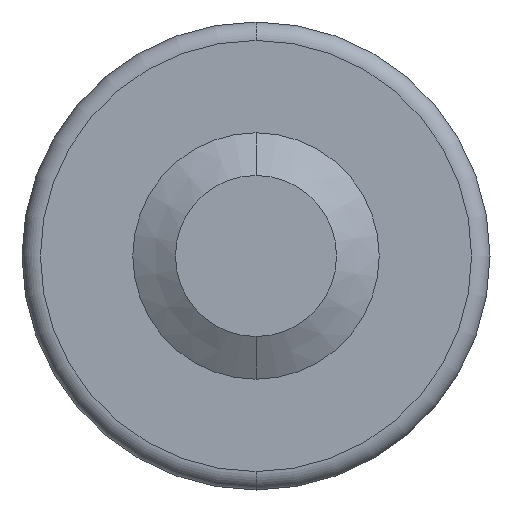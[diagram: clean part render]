
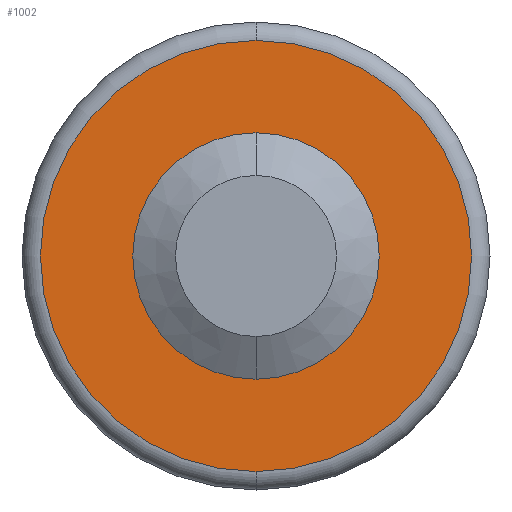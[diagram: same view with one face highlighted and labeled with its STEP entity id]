
A CAD part, front view. The second image highlights one B-rep face of the part: STEP entity #1002.
In plain terms, the highlighted planar face has unit normal (0, -1, 0).
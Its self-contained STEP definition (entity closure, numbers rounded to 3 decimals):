
#4 = VERTEX_POINT ( 'NONE', #34 ) ;
#8 = ORIENTED_EDGE ( 'NONE', *, *, #110, .F. ) ;
#34 = CARTESIAN_POINT ( 'NONE',  ( 0., 0., -1.75 ) ) ;
#110 = EDGE_CURVE ( 'NONE', #4, #1059, #343, .T. ) ;
#120 = EDGE_LOOP ( 'NONE', ( #641, #8 ) ) ;
#192 = DIRECTION ( 'NONE',  ( 0., 1., 0. ) ) ;
#234 = AXIS2_PLACEMENT_3D ( 'NONE', #1325, #1004, #318 ) ;
#276 = DIRECTION ( 'NONE',  ( 0., 1., 0. ) ) ;
#287 = CARTESIAN_POINT ( 'NONE',  ( 0., 0., -0.654 ) ) ;
#318 = DIRECTION ( 'NONE',  ( 0., 0., 1. ) ) ;
#330 = DIRECTION ( 'NONE',  ( 0., 1., 0. ) ) ;
#337 = FACE_OUTER_BOUND ( 'NONE', #120, .T. ) ;
#343 = CIRCLE ( 'NONE', #798, 1.75 ) ;
#381 = CARTESIAN_POINT ( 'NONE',  ( 0., 0., 1.75 ) ) ;
#386 = CARTESIAN_POINT ( 'NONE',  ( 0.654, 0., 0. ) ) ;
#402 = VERTEX_POINT ( 'NONE', #287 ) ;
#411 = CARTESIAN_POINT ( 'NONE',  ( 0., 0., 0. ) ) ;
#506 = DIRECTION ( 'NONE',  ( 0., 0., -1. ) ) ;
#519 = VERTEX_POINT ( 'NONE', #1447 ) ;
#531 = DIRECTION ( 'NONE',  ( 0., 0., 1. ) ) ;
#564 = CARTESIAN_POINT ( 'NONE',  ( 0., 0., 0. ) ) ;
#641 = ORIENTED_EDGE ( 'NONE', *, *, #799, .F. ) ;
#667 = CIRCLE ( 'NONE', #1518, 1.75 ) ;
#720 = AXIS2_PLACEMENT_3D ( 'NONE', #386, #1224, #506 ) ;
#798 = AXIS2_PLACEMENT_3D ( 'NONE', #1471, #330, #1017 ) ;
#799 = EDGE_CURVE ( 'NONE', #1059, #4, #667, .T. ) ;
#900 = AXIS2_PLACEMENT_3D ( 'NONE', #411, #276, #531 ) ;
#1002 = ADVANCED_FACE ( 'NONE', ( #1334, #337 ), #1516, .T. ) ;
#1004 = DIRECTION ( 'NONE',  ( 0., 1., 0. ) ) ;
#1017 = DIRECTION ( 'NONE',  ( 0., 0., 1. ) ) ;
#1042 = EDGE_CURVE ( 'NONE', #519, #402, #1185, .T. ) ;
#1059 = VERTEX_POINT ( 'NONE', #381 ) ;
#1080 = DIRECTION ( 'NONE',  ( 0., 0., 1. ) ) ;
#1107 = EDGE_CURVE ( 'NONE', #402, #519, #1545, .T. ) ;
#1185 = CIRCLE ( 'NONE', #900, 0.654 ) ;
#1224 = DIRECTION ( 'NONE',  ( 0., -1., 0. ) ) ;
#1243 = EDGE_LOOP ( 'NONE', ( #1259, #1274 ) ) ;
#1259 = ORIENTED_EDGE ( 'NONE', *, *, #1042, .T. ) ;
#1274 = ORIENTED_EDGE ( 'NONE', *, *, #1107, .T. ) ;
#1325 = CARTESIAN_POINT ( 'NONE',  ( 0., 0., 0. ) ) ;
#1334 = FACE_BOUND ( 'NONE', #1243, .T. ) ;
#1447 = CARTESIAN_POINT ( 'NONE',  ( 0., 0., 0.654 ) ) ;
#1471 = CARTESIAN_POINT ( 'NONE',  ( 0., 0., 0. ) ) ;
#1516 = PLANE ( 'NONE',  #720 ) ;
#1518 = AXIS2_PLACEMENT_3D ( 'NONE', #564, #192, #1080 ) ;
#1545 = CIRCLE ( 'NONE', #234, 0.654 ) ;
